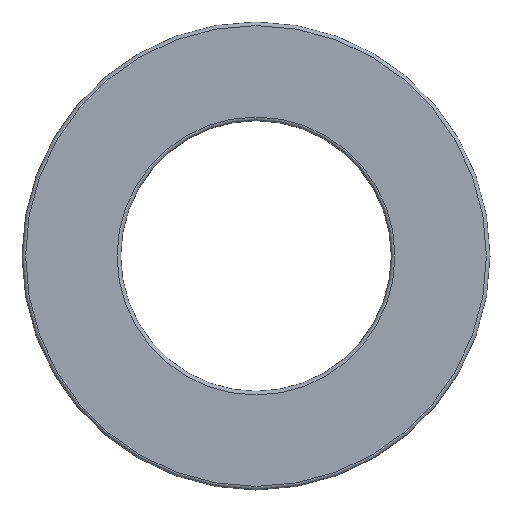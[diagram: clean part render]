
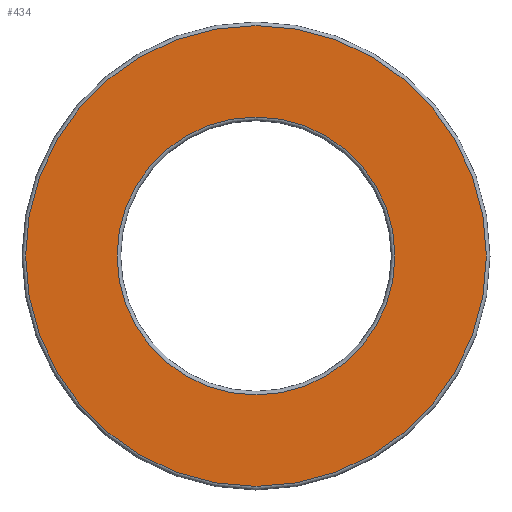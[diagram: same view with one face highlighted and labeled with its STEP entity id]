
A CAD part, left-side view. The second image highlights one B-rep face of the part: STEP entity #434.
In plain terms, the highlighted planar face has unit normal (-1, 0, 0).
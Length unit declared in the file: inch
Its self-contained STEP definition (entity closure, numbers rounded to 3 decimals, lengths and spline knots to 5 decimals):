
#14 = EDGE_CURVE ( 'NONE', #346, #346, #596, .T. ) ;
#25 = ORIENTED_EDGE ( 'NONE', *, *, #1018, .T. ) ;
#26 = VERTEX_POINT ( 'NONE', #517 ) ;
#66 = EDGE_LOOP ( 'NONE', ( #1051 ) ) ;
#180 = CARTESIAN_POINT ( 'NONE',  ( -0.3125, 0., 0. ) ) ;
#258 = EDGE_LOOP ( 'NONE', ( #25 ) ) ;
#291 = DIRECTION ( 'NONE',  ( 0., 0., 1. ) ) ;
#338 = DIRECTION ( 'NONE',  ( 0., 0., 1. ) ) ;
#346 = VERTEX_POINT ( 'NONE', #1067 ) ;
#384 = AXIS2_PLACEMENT_3D ( 'NONE', #1403, #723, #833 ) ;
#416 = CIRCLE ( 'NONE', #497, 1.27688 ) ;
#434 = ADVANCED_FACE ( 'NONE', ( #792, #807 ), #605, .F. ) ;
#497 = AXIS2_PLACEMENT_3D ( 'NONE', #1469, #1118, #338 ) ;
#517 = CARTESIAN_POINT ( 'NONE',  ( -0.3125, 0., 1.27688 ) ) ;
#596 = CIRCLE ( 'NONE', #659, 0.77 ) ;
#605 = PLANE ( 'NONE',  #384 ) ;
#659 = AXIS2_PLACEMENT_3D ( 'NONE', #180, #957, #291 ) ;
#723 = DIRECTION ( 'NONE',  ( 1., 0., 0. ) ) ;
#792 = FACE_BOUND ( 'NONE', #66, .T. ) ;
#807 = FACE_OUTER_BOUND ( 'NONE', #258, .T. ) ;
#833 = DIRECTION ( 'NONE',  ( 0., 0., -1. ) ) ;
#957 = DIRECTION ( 'NONE',  ( -1., 0., 0. ) ) ;
#1018 = EDGE_CURVE ( 'NONE', #26, #26, #416, .T. ) ;
#1051 = ORIENTED_EDGE ( 'NONE', *, *, #14, .F. ) ;
#1067 = CARTESIAN_POINT ( 'NONE',  ( -0.3125, 0., 0.77 ) ) ;
#1118 = DIRECTION ( 'NONE',  ( -1., 0., 0. ) ) ;
#1403 = CARTESIAN_POINT ( 'NONE',  ( -0.3125, 0., 0. ) ) ;
#1469 = CARTESIAN_POINT ( 'NONE',  ( -0.3125, 0., 0. ) ) ;
